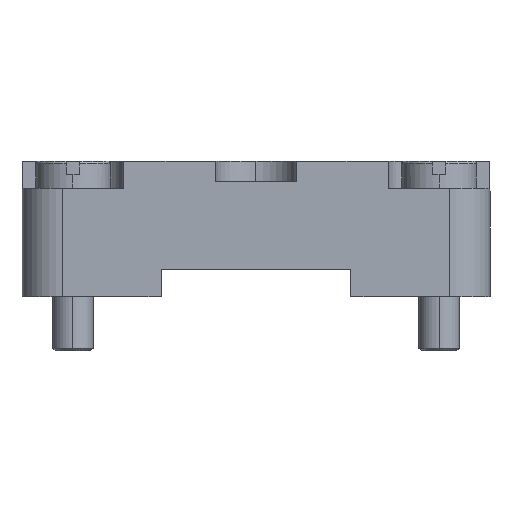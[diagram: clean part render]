
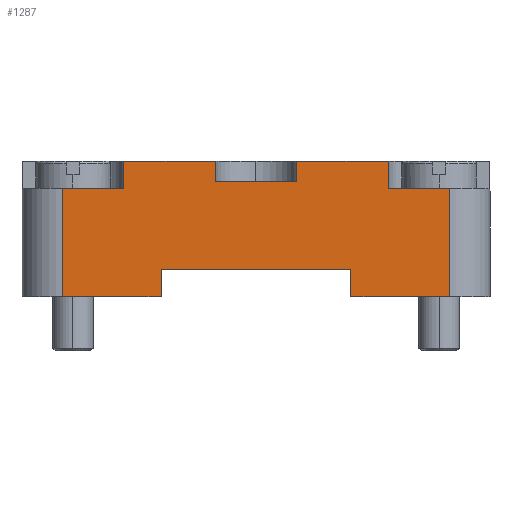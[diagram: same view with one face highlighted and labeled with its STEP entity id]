
A CAD part, left-side view. The second image highlights one B-rep face of the part: STEP entity #1287.
In plain terms, the highlighted planar face has unit normal (-1, 0, 0).
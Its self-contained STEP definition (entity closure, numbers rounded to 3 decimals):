
#869=CARTESIAN_POINT('',(-42.5,3.,0.0));
#870=VERTEX_POINT('',#869);
#878=CARTESIAN_POINT('',(-42.5,3.,-1.5));
#879=VERTEX_POINT('',#878);
#880=CARTESIAN_POINT('',(-42.5,3.,-1.5));
#881=DIRECTION('',(0.0,0.0,1.0));
#882=VECTOR('',#881,1.5);
#883=LINE('',#880,#882);
#884=EDGE_CURVE('',#879,#870,#883,.T.);
#1056=CARTESIAN_POINT('',(-42.5,7.,-8.0));
#1057=VERTEX_POINT('',#1056);
#1058=CARTESIAN_POINT('',(-42.5,-7.,-8.0));
#1059=VERTEX_POINT('',#1058);
#1060=CARTESIAN_POINT('',(-42.5,7.,-8.0));
#1061=DIRECTION('',(0.0,-1.0,0.0));
#1062=VECTOR('',#1061,14.0);
#1063=LINE('',#1060,#1062);
#1064=EDGE_CURVE('',#1057,#1059,#1063,.T.);
#1127=CARTESIAN_POINT('',(-42.5,-7.,-10.0));
#1128=VERTEX_POINT('',#1127);
#1129=CARTESIAN_POINT('',(-42.5,-7.,-8.0));
#1130=DIRECTION('',(0.0,0.0,-1.0));
#1131=VECTOR('',#1130,2.0);
#1132=LINE('',#1129,#1131);
#1133=EDGE_CURVE('',#1059,#1128,#1132,.T.);
#1158=CARTESIAN_POINT('',(-42.5,7.,-10.0));
#1159=VERTEX_POINT('',#1158);
#1160=CARTESIAN_POINT('',(-42.5,7.,-10.0));
#1161=DIRECTION('',(0.0,0.0,1.0));
#1162=VECTOR('',#1161,2.0);
#1163=LINE('',#1160,#1162);
#1164=EDGE_CURVE('',#1159,#1057,#1163,.T.);
#1184=CARTESIAN_POINT('',(-42.5,14.25,0.0));
#1185=DIRECTION('',(-1.0,0.0,0.0));
#1186=DIRECTION('',(0.0,0.0,1.0));
#1187=AXIS2_PLACEMENT_3D('',#1184,#1185,#1186);
#1188=PLANE('',#1187);
#1189=ORIENTED_EDGE('',*,*,#1164,.T.);
#1190=ORIENTED_EDGE('',*,*,#1064,.T.);
#1191=ORIENTED_EDGE('',*,*,#1133,.T.);
#1192=CARTESIAN_POINT('',(-42.5,-14.25,-10.0));
#1193=VERTEX_POINT('',#1192);
#1194=CARTESIAN_POINT('',(-42.5,-7.,-10.0));
#1195=DIRECTION('',(0.0,-1.0,0.0));
#1196=VECTOR('',#1195,7.25);
#1197=LINE('',#1194,#1196);
#1198=EDGE_CURVE('',#1128,#1193,#1197,.T.);
#1199=ORIENTED_EDGE('',*,*,#1198,.T.);
#1200=CARTESIAN_POINT('',(-42.5,-14.25,-2.0));
#1201=VERTEX_POINT('',#1200);
#1202=CARTESIAN_POINT('',(-42.5,-14.25,-2.0));
#1203=DIRECTION('',(0.0,0.0,-1.0));
#1204=VECTOR('',#1203,8.0);
#1205=LINE('',#1202,#1204);
#1206=EDGE_CURVE('',#1201,#1193,#1205,.T.);
#1207=ORIENTED_EDGE('',*,*,#1206,.F.);
#1208=CARTESIAN_POINT('',(-42.5,-9.75,-2.0));
#1209=VERTEX_POINT('',#1208);
#1210=CARTESIAN_POINT('',(-42.5,-14.25,-2.0));
#1211=DIRECTION('',(0.0,1.0,0.0));
#1212=VECTOR('',#1211,4.5);
#1213=LINE('',#1210,#1212);
#1214=EDGE_CURVE('',#1201,#1209,#1213,.T.);
#1215=ORIENTED_EDGE('',*,*,#1214,.T.);
#1216=CARTESIAN_POINT('',(-42.5,-9.75,0.0));
#1217=VERTEX_POINT('',#1216);
#1218=CARTESIAN_POINT('',(-42.5,-9.75,-2.0));
#1219=DIRECTION('',(0.0,0.0,1.0));
#1220=VECTOR('',#1219,2.0);
#1221=LINE('',#1218,#1220);
#1222=EDGE_CURVE('',#1209,#1217,#1221,.T.);
#1223=ORIENTED_EDGE('',*,*,#1222,.T.);
#1224=CARTESIAN_POINT('',(-42.5,-3.,0.0));
#1225=VERTEX_POINT('',#1224);
#1226=CARTESIAN_POINT('',(-42.5,-3.,0.0));
#1227=DIRECTION('',(0.0,-1.0,0.0));
#1228=VECTOR('',#1227,6.75);
#1229=LINE('',#1226,#1228);
#1230=EDGE_CURVE('',#1225,#1217,#1229,.T.);
#1231=ORIENTED_EDGE('',*,*,#1230,.F.);
#1232=CARTESIAN_POINT('',(-42.5,-3.,-1.5));
#1233=VERTEX_POINT('',#1232);
#1234=CARTESIAN_POINT('',(-42.5,-3.,0.0));
#1235=DIRECTION('',(0.0,0.0,-1.0));
#1236=VECTOR('',#1235,1.5);
#1237=LINE('',#1234,#1236);
#1238=EDGE_CURVE('',#1225,#1233,#1237,.T.);
#1239=ORIENTED_EDGE('',*,*,#1238,.T.);
#1240=CARTESIAN_POINT('',(-42.5,-3.,-1.5));
#1241=DIRECTION('',(0.0,1.0,0.0));
#1242=VECTOR('',#1241,6.);
#1243=LINE('',#1240,#1242);
#1244=EDGE_CURVE('',#1233,#879,#1243,.T.);
#1245=ORIENTED_EDGE('',*,*,#1244,.T.);
#1246=ORIENTED_EDGE('',*,*,#884,.T.);
#1247=CARTESIAN_POINT('',(-42.5,9.75,0.0));
#1248=VERTEX_POINT('',#1247);
#1249=CARTESIAN_POINT('',(-42.5,9.75,0.0));
#1250=DIRECTION('',(0.0,-1.0,0.0));
#1251=VECTOR('',#1250,6.75);
#1252=LINE('',#1249,#1251);
#1253=EDGE_CURVE('',#1248,#870,#1252,.T.);
#1254=ORIENTED_EDGE('',*,*,#1253,.F.);
#1255=CARTESIAN_POINT('',(-42.5,9.75,-2.0));
#1256=VERTEX_POINT('',#1255);
#1257=CARTESIAN_POINT('',(-42.5,9.75,0.0));
#1258=DIRECTION('',(0.0,0.0,-1.0));
#1259=VECTOR('',#1258,2.0);
#1260=LINE('',#1257,#1259);
#1261=EDGE_CURVE('',#1248,#1256,#1260,.T.);
#1262=ORIENTED_EDGE('',*,*,#1261,.T.);
#1263=CARTESIAN_POINT('',(-42.5,14.25,-2.0));
#1264=VERTEX_POINT('',#1263);
#1265=CARTESIAN_POINT('',(-42.5,9.75,-2.0));
#1266=DIRECTION('',(0.0,1.0,0.0));
#1267=VECTOR('',#1266,4.5);
#1268=LINE('',#1265,#1267);
#1269=EDGE_CURVE('',#1256,#1264,#1268,.T.);
#1270=ORIENTED_EDGE('',*,*,#1269,.T.);
#1271=CARTESIAN_POINT('',(-42.5,14.25,-10.0));
#1272=VERTEX_POINT('',#1271);
#1273=CARTESIAN_POINT('',(-42.5,14.25,-2.0));
#1274=DIRECTION('',(0.0,0.0,-1.0));
#1275=VECTOR('',#1274,8.0);
#1276=LINE('',#1273,#1275);
#1277=EDGE_CURVE('',#1264,#1272,#1276,.T.);
#1278=ORIENTED_EDGE('',*,*,#1277,.T.);
#1279=CARTESIAN_POINT('',(-42.5,14.25,-10.0));
#1280=DIRECTION('',(0.0,-1.0,0.0));
#1281=VECTOR('',#1280,7.25);
#1282=LINE('',#1279,#1281);
#1283=EDGE_CURVE('',#1272,#1159,#1282,.T.);
#1284=ORIENTED_EDGE('',*,*,#1283,.T.);
#1285=EDGE_LOOP('',(#1189,#1190,#1191,#1199,#1207,#1215,#1223,#1231,#1239,#1245,#1246,#1254,#1262,#1270,#1278,#1284));
#1286=FACE_OUTER_BOUND('',#1285,.T.);
#1287=ADVANCED_FACE('',(#1286),#1188,.T.);
